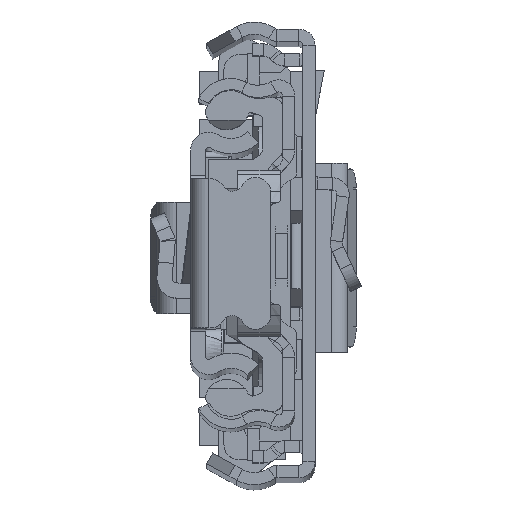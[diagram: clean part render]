
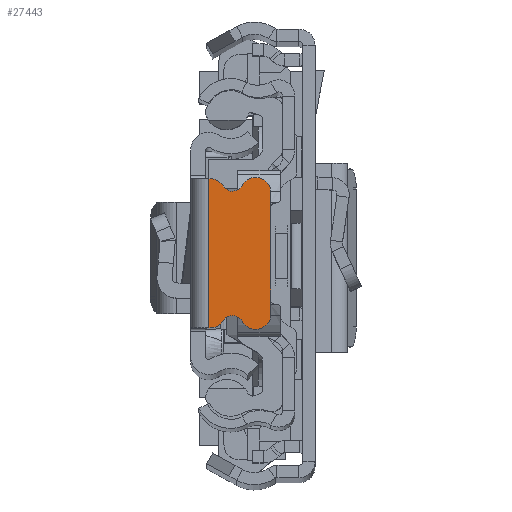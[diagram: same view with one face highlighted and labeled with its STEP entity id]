
A CAD part, top view. The second image highlights one B-rep face of the part: STEP entity #27443.
In plain terms, the highlighted planar face has unit normal (0, 0, 1).
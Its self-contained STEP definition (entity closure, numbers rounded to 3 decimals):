
#176 = CARTESIAN_POINT ( 'NONE',  ( -5.109, 6.713, 0. ) ) ;
#310 = DIRECTION ( 'NONE',  ( 1., 0., 0. ) ) ;
#528 = CIRCLE ( 'NONE', #20188, 1.5 ) ;
#668 = DIRECTION ( 'NONE',  ( -1., 0., 0. ) ) ;
#1513 = FACE_OUTER_BOUND ( 'NONE', #6216, .T. ) ;
#3741 = LINE ( 'NONE', #9059, #21611 ) ;
#3810 = DIRECTION ( 'NONE',  ( 0., 0., -1. ) ) ;
#4336 = PLANE ( 'NONE',  #23454 ) ;
#4453 = CIRCLE ( 'NONE', #30762, 1.5 ) ;
#4494 = VERTEX_POINT ( 'NONE', #28997 ) ;
#5995 = DIRECTION ( 'NONE',  ( 0., 0., 1. ) ) ;
#6216 = EDGE_LOOP ( 'NONE', ( #10364, #18977, #14443, #7170, #23403, #21285, #26577, #16549, #10261, #9704 ) ) ;
#6288 = EDGE_CURVE ( 'NONE', #4494, #10783, #3741, .T. ) ;
#6566 = VERTEX_POINT ( 'NONE', #176 ) ;
#7170 = ORIENTED_EDGE ( 'NONE', *, *, #32371, .T. ) ;
#7995 = VERTEX_POINT ( 'NONE', #32570 ) ;
#8455 = CARTESIAN_POINT ( 'NONE',  ( -1.929, -5.87, 0. ) ) ;
#9059 = CARTESIAN_POINT ( 'NONE',  ( -1.929, -7.37, 0. ) ) ;
#9680 = AXIS2_PLACEMENT_3D ( 'NONE', #20328, #3810, #33963 ) ;
#9704 = ORIENTED_EDGE ( 'NONE', *, *, #6288, .F. ) ;
#10261 = ORIENTED_EDGE ( 'NONE', *, *, #29890, .T. ) ;
#10364 = ORIENTED_EDGE ( 'NONE', *, *, #34610, .F. ) ;
#10531 = DIRECTION ( 'NONE',  ( 0., 0., -1. ) ) ;
#10582 = LINE ( 'NONE', #26839, #21518 ) ;
#10712 = DIRECTION ( 'NONE',  ( -1., 0., 0. ) ) ;
#10735 = DIRECTION ( 'NONE',  ( 0., 0., 1. ) ) ;
#10783 = VERTEX_POINT ( 'NONE', #13037 ) ;
#10913 = AXIS2_PLACEMENT_3D ( 'NONE', #27134, #16312, #10712 ) ;
#12562 = EDGE_CURVE ( 'NONE', #25873, #21577, #28675, .T. ) ;
#13037 = CARTESIAN_POINT ( 'NONE',  ( -1.929, -7.37, 0. ) ) ;
#14009 = CARTESIAN_POINT ( 'NONE',  ( -3.206, 6.658, 0. ) ) ;
#14443 = ORIENTED_EDGE ( 'NONE', *, *, #19820, .T. ) ;
#15075 = CARTESIAN_POINT ( 'NONE',  ( 292.771, 0., 0. ) ) ;
#15155 = AXIS2_PLACEMENT_3D ( 'NONE', #29968, #5995, #668 ) ;
#15200 = AXIS2_PLACEMENT_3D ( 'NONE', #24484, #10531, #29236 ) ;
#15474 = CARTESIAN_POINT ( 'NONE',  ( -6.429, -6., 0. ) ) ;
#16025 = DIRECTION ( 'NONE',  ( 0., -1., 0. ) ) ;
#16312 = DIRECTION ( 'NONE',  ( 0., 0., 1. ) ) ;
#16549 = ORIENTED_EDGE ( 'NONE', *, *, #12562, .T. ) ;
#17684 = DIRECTION ( 'NONE',  ( 0., -1., 0. ) ) ;
#18032 = CARTESIAN_POINT ( 'NONE',  ( -7.929, -6., 0. ) ) ;
#18977 = ORIENTED_EDGE ( 'NONE', *, *, #23692, .F. ) ;
#19059 = CIRCLE ( 'NONE', #15155, 1.5 ) ;
#19161 = CARTESIAN_POINT ( 'NONE',  ( -1.75, 7.37, 0. ) ) ;
#19329 = LINE ( 'NONE', #24381, #32513 ) ;
#19351 = VERTEX_POINT ( 'NONE', #27855 ) ;
#19376 = DIRECTION ( 'NONE',  ( -1., 0., 0. ) ) ;
#19820 = EDGE_CURVE ( 'NONE', #25484, #25090, #27104, .T. ) ;
#20188 = AXIS2_PLACEMENT_3D ( 'NONE', #15474, #10735, #21233 ) ;
#20223 = CIRCLE ( 'NONE', #15200, 1.1 ) ;
#20291 = VERTEX_POINT ( 'NONE', #19161 ) ;
#20328 = CARTESIAN_POINT ( 'NONE',  ( -4.142, -7.236, 0. ) ) ;
#21233 = DIRECTION ( 'NONE',  ( 1., 0., 0. ) ) ;
#21285 = ORIENTED_EDGE ( 'NONE', *, *, #27831, .T. ) ;
#21518 = VECTOR ( 'NONE', #16025, 1000. ) ;
#21577 = VERTEX_POINT ( 'NONE', #34214 ) ;
#21611 = VECTOR ( 'NONE', #19376, 1000. ) ;
#21805 = EDGE_CURVE ( 'NONE', #7995, #25873, #528, .T. ) ;
#23403 = ORIENTED_EDGE ( 'NONE', *, *, #24594, .T. ) ;
#23454 = AXIS2_PLACEMENT_3D ( 'NONE', #15075, #34128, #31851 ) ;
#23692 = EDGE_CURVE ( 'NONE', #25484, #20291, #19329, .T. ) ;
#24381 = CARTESIAN_POINT ( 'NONE',  ( -1.929, 7.37, 0. ) ) ;
#24484 = CARTESIAN_POINT ( 'NONE',  ( -4.142, 7.236, 0. ) ) ;
#24594 = EDGE_CURVE ( 'NONE', #6566, #19351, #19059, .T. ) ;
#25090 = VERTEX_POINT ( 'NONE', #14009 ) ;
#25484 = VERTEX_POINT ( 'NONE', #28424 ) ;
#25873 = VERTEX_POINT ( 'NONE', #28041 ) ;
#26577 = ORIENTED_EDGE ( 'NONE', *, *, #21805, .T. ) ;
#26839 = CARTESIAN_POINT ( 'NONE',  ( -1.75, 0., 0. ) ) ;
#27104 = CIRCLE ( 'NONE', #10913, 1.5 ) ;
#27134 = CARTESIAN_POINT ( 'NONE',  ( -1.929, 5.87, 0. ) ) ;
#27330 = DIRECTION ( 'NONE',  ( 0., 0., 1. ) ) ;
#27443 = ADVANCED_FACE ( 'NONE', ( #1513 ), #4336, .T. ) ;
#27831 = EDGE_CURVE ( 'NONE', #19351, #7995, #33919, .T. ) ;
#27855 = CARTESIAN_POINT ( 'NONE',  ( -7.929, 6., 0. ) ) ;
#28041 = CARTESIAN_POINT ( 'NONE',  ( -5.109, -6.713, 0. ) ) ;
#28424 = CARTESIAN_POINT ( 'NONE',  ( -1.929, 7.37, 0. ) ) ;
#28675 = CIRCLE ( 'NONE', #9680, 1.1 ) ;
#28997 = CARTESIAN_POINT ( 'NONE',  ( -1.75, -7.37, 0. ) ) ;
#29236 = DIRECTION ( 'NONE',  ( 1., 0., 0. ) ) ;
#29620 = VECTOR ( 'NONE', #17684, 1000. ) ;
#29890 = EDGE_CURVE ( 'NONE', #21577, #10783, #4453, .T. ) ;
#29968 = CARTESIAN_POINT ( 'NONE',  ( -6.429, 6., 0. ) ) ;
#30762 = AXIS2_PLACEMENT_3D ( 'NONE', #8455, #27330, #310 ) ;
#31851 = DIRECTION ( 'NONE',  ( 1., 0., 0. ) ) ;
#32371 = EDGE_CURVE ( 'NONE', #25090, #6566, #20223, .T. ) ;
#32442 = DIRECTION ( 'NONE',  ( 1., 0., 0. ) ) ;
#32513 = VECTOR ( 'NONE', #32442, 1000. ) ;
#32570 = CARTESIAN_POINT ( 'NONE',  ( -7.929, -6., 0. ) ) ;
#33919 = LINE ( 'NONE', #18032, #29620 ) ;
#33963 = DIRECTION ( 'NONE',  ( -1., 0., 0. ) ) ;
#34128 = DIRECTION ( 'NONE',  ( 0., 0., 1. ) ) ;
#34214 = CARTESIAN_POINT ( 'NONE',  ( -3.206, -6.658, 0. ) ) ;
#34610 = EDGE_CURVE ( 'NONE', #20291, #4494, #10582, .T. ) ;
